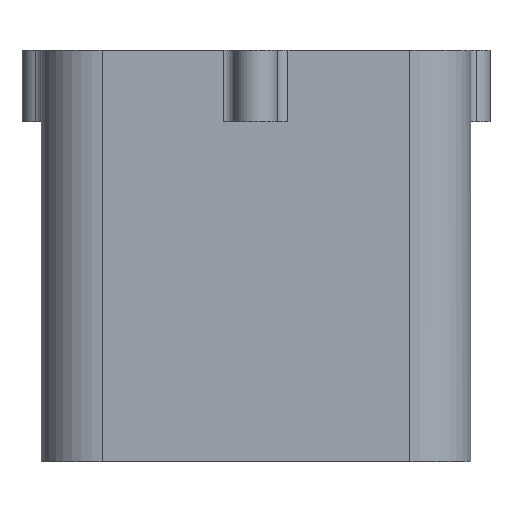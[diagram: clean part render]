
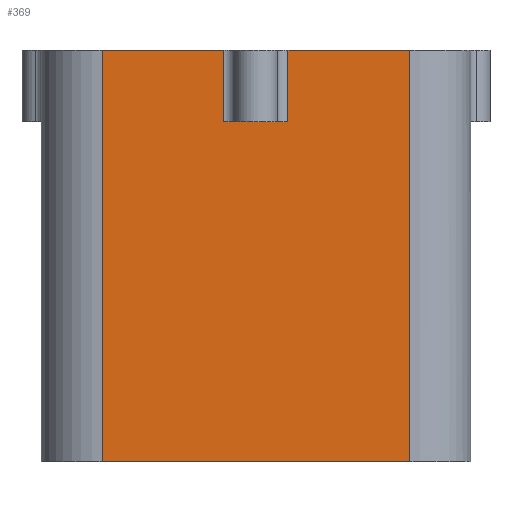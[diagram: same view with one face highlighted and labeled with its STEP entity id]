
A CAD part, front view. The second image highlights one B-rep face of the part: STEP entity #369.
In plain terms, the highlighted planar face has unit normal (0, -1, 0).
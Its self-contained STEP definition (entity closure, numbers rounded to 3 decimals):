
#1 = ORIENTED_EDGE ( 'NONE', *, *, #1275, .F. ) ;
#12 = CARTESIAN_POINT ( 'NONE',  ( 43., -17., 57.5 ) ) ;
#33 = EDGE_CURVE ( 'NONE', #1347, #80, #1427, .T. ) ;
#36 = VECTOR ( 'NONE', #1453, 1000. ) ;
#39 = DIRECTION ( 'NONE',  ( 0., 0., 1. ) ) ;
#80 = VERTEX_POINT ( 'NONE', #917 ) ;
#81 = CARTESIAN_POINT ( 'NONE',  ( 6., -17., 37.5 ) ) ;
#93 = VERTEX_POINT ( 'NONE', #1256 ) ;
#120 = CARTESIAN_POINT ( 'NONE',  ( 43., -17., -57.5 ) ) ;
#134 = CARTESIAN_POINT ( 'NONE',  ( -8.944, -17., 57.5 ) ) ;
#143 = LINE ( 'NONE', #556, #430 ) ;
#147 = EDGE_CURVE ( 'NONE', #93, #1441, #143, .T. ) ;
#150 = DIRECTION ( 'NONE',  ( 0., 0., -1. ) ) ;
#242 = CARTESIAN_POINT ( 'NONE',  ( 43., -17., 57.5 ) ) ;
#261 = LINE ( 'NONE', #638, #1155 ) ;
#272 = LINE ( 'NONE', #777, #36 ) ;
#332 = AXIS2_PLACEMENT_3D ( 'NONE', #1308, #1209, #39 ) ;
#369 = ADVANCED_FACE ( 'NONE', ( #394 ), #961, .F. ) ;
#377 = CARTESIAN_POINT ( 'NONE',  ( 8.944, -17., 57.5 ) ) ;
#392 = EDGE_CURVE ( 'NONE', #1373, #873, #1229, .T. ) ;
#394 = FACE_OUTER_BOUND ( 'NONE', #1151, .T. ) ;
#397 = CARTESIAN_POINT ( 'NONE',  ( -43., -17., 57.5 ) ) ;
#420 = DIRECTION ( 'NONE',  ( -1., 0., 0. ) ) ;
#430 = VECTOR ( 'NONE', #1343, 1000. ) ;
#451 = LINE ( 'NONE', #242, #466 ) ;
#466 = VECTOR ( 'NONE', #150, 1000. ) ;
#485 = EDGE_CURVE ( 'NONE', #873, #673, #261, .T. ) ;
#514 = ORIENTED_EDGE ( 'NONE', *, *, #392, .T. ) ;
#543 = LINE ( 'NONE', #1471, #585 ) ;
#556 = CARTESIAN_POINT ( 'NONE',  ( -43., -17., 57.5 ) ) ;
#585 = VECTOR ( 'NONE', #880, 1000. ) ;
#638 = CARTESIAN_POINT ( 'NONE',  ( -43., -17., -57.5 ) ) ;
#673 = VERTEX_POINT ( 'NONE', #120 ) ;
#703 = CARTESIAN_POINT ( 'NONE',  ( 8.944, -17., 37.5 ) ) ;
#711 = EDGE_CURVE ( 'NONE', #93, #1347, #1167, .T. ) ;
#740 = DIRECTION ( 'NONE',  ( 0., 0., -1. ) ) ;
#777 = CARTESIAN_POINT ( 'NONE',  ( -8.944, -17., 57.5 ) ) ;
#791 = ORIENTED_EDGE ( 'NONE', *, *, #1182, .T. ) ;
#818 = ORIENTED_EDGE ( 'NONE', *, *, #485, .T. ) ;
#822 = CARTESIAN_POINT ( 'NONE',  ( -43., -17., 57.5 ) ) ;
#873 = VERTEX_POINT ( 'NONE', #1257 ) ;
#875 = ORIENTED_EDGE ( 'NONE', *, *, #1327, .F. ) ;
#876 = DIRECTION ( 'NONE',  ( 1., 0., 0. ) ) ;
#880 = DIRECTION ( 'NONE',  ( 1., 0., 0. ) ) ;
#899 = VECTOR ( 'NONE', #420, 1000. ) ;
#915 = VECTOR ( 'NONE', #1325, 1000. ) ;
#917 = CARTESIAN_POINT ( 'NONE',  ( -8.944, -17., 37.5 ) ) ;
#961 = PLANE ( 'NONE',  #332 ) ;
#992 = ORIENTED_EDGE ( 'NONE', *, *, #147, .F. ) ;
#1114 = ORIENTED_EDGE ( 'NONE', *, *, #711, .T. ) ;
#1151 = EDGE_LOOP ( 'NONE', ( #1380, #791, #1, #514, #818, #875, #992, #1114 ) ) ;
#1155 = VECTOR ( 'NONE', #876, 1000. ) ;
#1167 = LINE ( 'NONE', #377, #1245 ) ;
#1182 = EDGE_CURVE ( 'NONE', #80, #1405, #272, .T. ) ;
#1209 = DIRECTION ( 'NONE',  ( 0., 1., 0. ) ) ;
#1229 = LINE ( 'NONE', #397, #915 ) ;
#1245 = VECTOR ( 'NONE', #740, 1000. ) ;
#1256 = CARTESIAN_POINT ( 'NONE',  ( 8.944, -17., 57.5 ) ) ;
#1257 = CARTESIAN_POINT ( 'NONE',  ( -43., -17., -57.5 ) ) ;
#1275 = EDGE_CURVE ( 'NONE', #1373, #1405, #543, .T. ) ;
#1308 = CARTESIAN_POINT ( 'NONE',  ( -43., -17., 57.5 ) ) ;
#1325 = DIRECTION ( 'NONE',  ( 0., 0., -1. ) ) ;
#1327 = EDGE_CURVE ( 'NONE', #1441, #673, #451, .T. ) ;
#1343 = DIRECTION ( 'NONE',  ( 1., 0., 0. ) ) ;
#1347 = VERTEX_POINT ( 'NONE', #703 ) ;
#1373 = VERTEX_POINT ( 'NONE', #822 ) ;
#1380 = ORIENTED_EDGE ( 'NONE', *, *, #33, .T. ) ;
#1405 = VERTEX_POINT ( 'NONE', #134 ) ;
#1427 = LINE ( 'NONE', #81, #899 ) ;
#1441 = VERTEX_POINT ( 'NONE', #12 ) ;
#1453 = DIRECTION ( 'NONE',  ( 0., 0., 1. ) ) ;
#1471 = CARTESIAN_POINT ( 'NONE',  ( -43., -17., 57.5 ) ) ;
